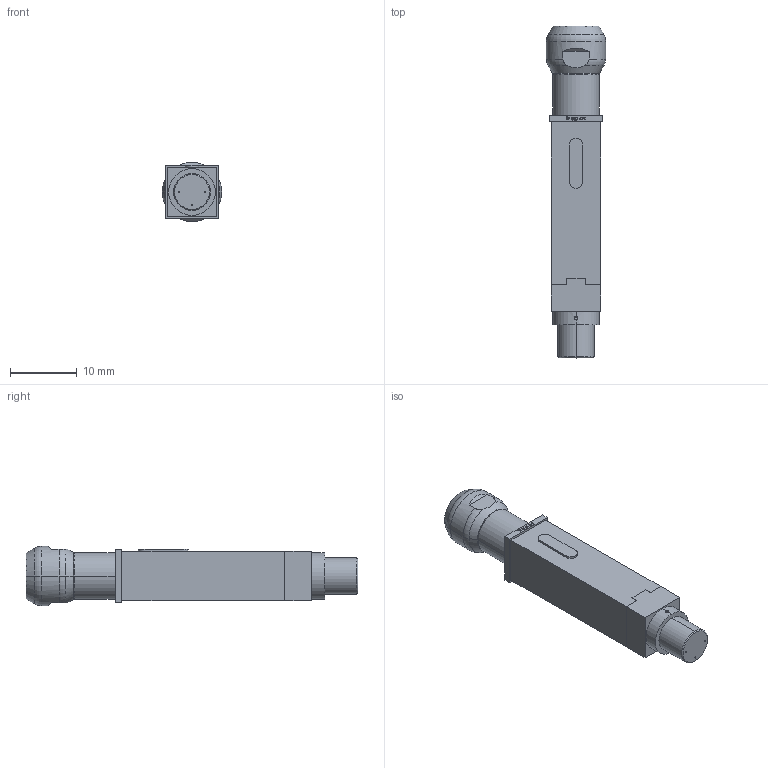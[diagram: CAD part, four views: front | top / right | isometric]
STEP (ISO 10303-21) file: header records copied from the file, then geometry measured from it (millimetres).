
FILE_DESCRIPTION (( 'STEP AP203' ), '1' );
FILE_NAME ('INGUN_HFS-819_319_090_A_xxx43_RV5-H3.STEP', '2022-05-09T10:56:09', ( 'ochi' ), ( '' ), 'SwSTEP 2.0', 'SolidWorks 2018', '' );
FILE_SCHEMA (( 'CONFIG_CONTROL_DESIGN' ));
Length unit declared in the file: millimetre
Products named in the file (1): INGUN_HFS-819_319_090_A_xxx43_RV5-H3
Bounding box: 8.9 x 49.9 x 8.9 mm (x, y, z)
Volume: 2357.8 mm3; surface area: 1799.3 mm2
Topology: 1 solids, 1 shells, 456 faces, 1236 edges, 803 vertices
Faces by surface type: plane 179, cylinder 129, cone 119, bspline 22, torus 7
Entity records: 15215 total; most frequent: CARTESIAN_POINT 4341, ORIENTED_EDGE 2472, DIRECTION 1970, EDGE_CURVE 1236, VERTEX_POINT 803, AXIS2_PLACEMENT_3D 758, EDGE_LOOP 481, ADVANCED_FACE 456
